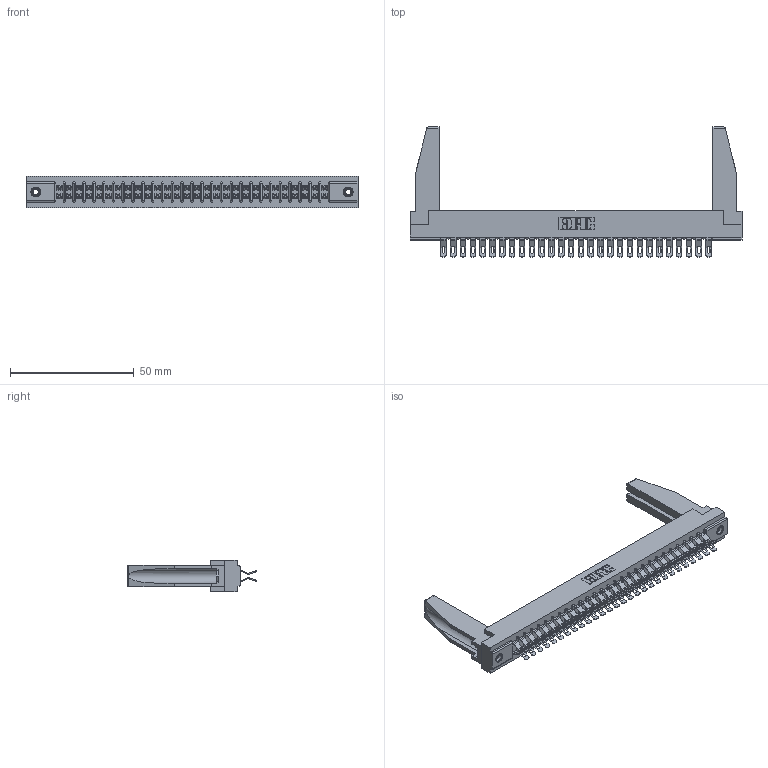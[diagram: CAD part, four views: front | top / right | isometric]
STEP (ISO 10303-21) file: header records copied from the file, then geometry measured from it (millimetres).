
FILE_DESCRIPTION (( 'STEP AP203' ), '1' );
FILE_NAME ('307-056-555-278.STEP', '2019-09-06T13:43:21', ( '' ), ( '' ), 'SwSTEP 2.0', 'SolidWorks 2016', '' );
FILE_SCHEMA (( 'CONFIG_CONTROL_DESIGN' ));
Length unit declared in the file: inch
Products named in the file (5): 307-056-555-278; 307 Part_.156 Dia Mounting Holes; 307-220-078; 345-250-001_345-250-001-102; 307-290-001_555
Assembly tree (61 placements, depth 2):
  307-056-555-278
    307 Part_.156 Dia Mounting Holes
    307-290-001_555  x56
    307-220-078  x2
    345-250-001_345-250-001-102  x2
Bounding box: 133.96 x 52.45 x 12.7 mm (x, y, z)
Volume: 18306 mm3; surface area: 21982.4 mm2
Topology: 61 solids, 61 shells, 3693 faces, 10789 edges, 7030 vertices
Faces by surface type: plane 2058, cylinder 1561, sphere 58, cone 12, torus 4
Entity records: 29602 total; most frequent: CARTESIAN_POINT 4862, ORIENTED_EDGE 4778, DIRECTION 4729, EDGE_CURVE 2389, LINE 1819, VECTOR 1819, VERTEX_POINT 1546, AXIS2_PLACEMENT_3D 1455
